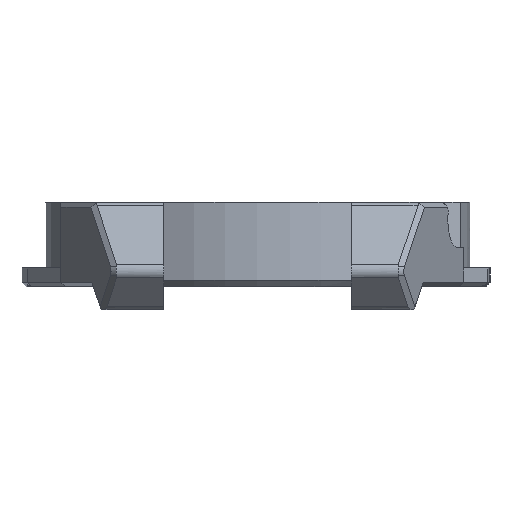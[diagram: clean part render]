
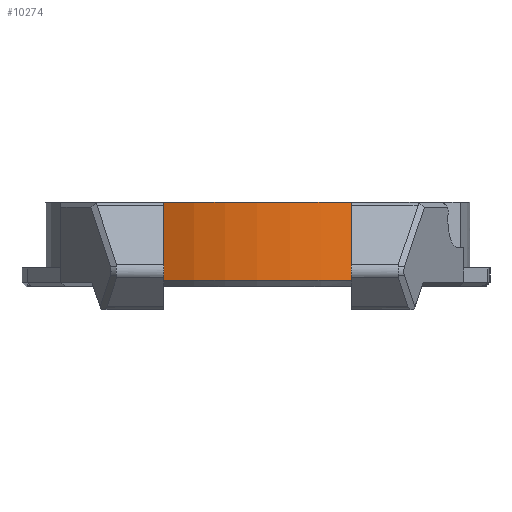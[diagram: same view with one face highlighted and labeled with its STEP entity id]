
A CAD part, front view. The second image highlights one B-rep face of the part: STEP entity #10274.
In plain terms, the highlighted cylindrical face has radius 23.5 mm (diameter 47 mm), a partial arc.
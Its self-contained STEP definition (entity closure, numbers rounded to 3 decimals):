
#713=FACE_OUTER_BOUND('',#1295,.T.);
#1295=EDGE_LOOP('',(#8369,#8370,#8371,#8372));
#1539=CIRCLE('',#10850,23.5);
#1564=CIRCLE('',#11000,23.5);
#2820=LINE('',#26465,#3488);
#2830=LINE('',#26492,#3498);
#3488=VECTOR('',#12627,10.);
#3498=VECTOR('',#12653,10.);
#4467=VERTEX_POINT('',#23621);
#4468=VERTEX_POINT('',#23623);
#4595=VERTEX_POINT('',#26461);
#4604=VERTEX_POINT('',#26491);
#5805=EDGE_CURVE('',#4468,#4467,#1539,.T.);
#6009=EDGE_CURVE('',#4467,#4595,#2820,.T.);
#6022=EDGE_CURVE('',#4468,#4604,#2830,.T.);
#6133=EDGE_CURVE('',#4604,#4595,#1564,.T.);
#8369=ORIENTED_EDGE('',*,*,#6133,.F.);
#8370=ORIENTED_EDGE('',*,*,#6022,.F.);
#8371=ORIENTED_EDGE('',*,*,#5805,.T.);
#8372=ORIENTED_EDGE('',*,*,#6009,.T.);
#9819=CYLINDRICAL_SURFACE('',#11001,23.5);
#10274=ADVANCED_FACE('',(#713),#9819,.T.);
#10850=AXIS2_PLACEMENT_3D('',#23624,#12377,#12378);
#11000=AXIS2_PLACEMENT_3D('',#26714,#12864,#12865);
#11001=AXIS2_PLACEMENT_3D('',#26715,#12866,#12867);
#12377=DIRECTION('center_axis',(0.,0.,-1.));
#12378=DIRECTION('ref_axis',(-1.,0.,0.));
#12627=DIRECTION('',(0.,0.,-1.));
#12653=DIRECTION('',(0.,0.,-1.));
#12864=DIRECTION('center_axis',(0.,0.,-1.));
#12865=DIRECTION('ref_axis',(1.,0.,0.));
#12866=DIRECTION('center_axis',(0.,0.,-1.));
#12867=DIRECTION('ref_axis',(-1.,0.,0.));
#23621=CARTESIAN_POINT('',(-10.,-21.266,-0.015));
#23623=CARTESIAN_POINT('',(10.,-21.266,-0.015));
#23624=CARTESIAN_POINT('Origin',(0.,0.,
-0.015));
#26461=CARTESIAN_POINT('',(-10.,-21.266,-8.314));
#26465=CARTESIAN_POINT('',(-10.,-21.266,-0.014));
#26491=CARTESIAN_POINT('',(10.,-21.266,-8.314));
#26492=CARTESIAN_POINT('',(10.,-21.266,-0.014));
#26714=CARTESIAN_POINT('Origin',(0.,0.,
-8.314));
#26715=CARTESIAN_POINT('Origin',(0.,0.,
-0.014));
